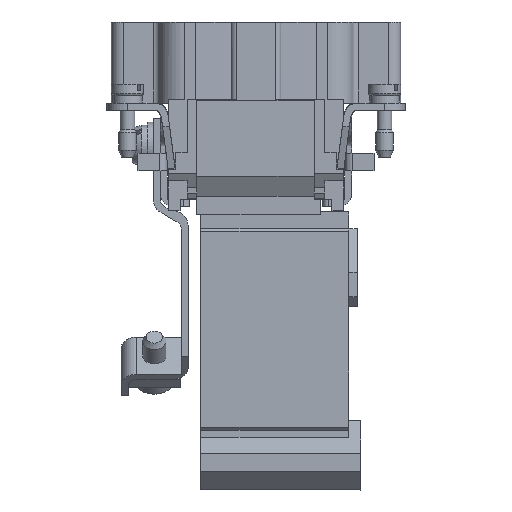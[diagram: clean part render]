
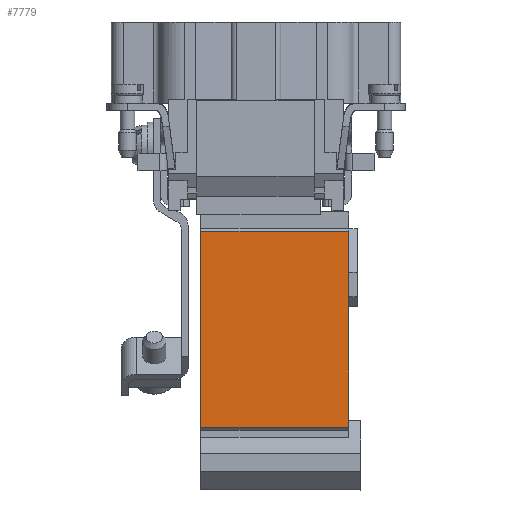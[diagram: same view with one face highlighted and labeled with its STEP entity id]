
A CAD part, front view. The second image highlights one B-rep face of the part: STEP entity #7779.
In plain terms, the highlighted planar face has unit normal (0, -1, 0).
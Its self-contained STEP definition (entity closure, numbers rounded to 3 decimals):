
#6842=FACE_OUTER_BOUND('',#14116,.T.);
#7779=ADVANCED_FACE('',(#6842),#8740,.T.);
#8740=PLANE('',#27099);
#9733=LINE('',#33871,#11739);
#10385=LINE('',#35574,#12391);
#10387=LINE('',#35578,#12393);
#10388=LINE('',#35580,#12394);
#11739=VECTOR('',#28496,1.);
#12391=VECTOR('',#29972,1.);
#12393=VECTOR('',#29976,1.);
#12394=VECTOR('',#29977,1.);
#14116=EDGE_LOOP('',(#16750,#16751,#16752,#16753));
#16750=ORIENTED_EDGE('',*,*,#22660,.F.);
#16751=ORIENTED_EDGE('',*,*,#23472,.T.);
#16752=ORIENTED_EDGE('',*,*,#23473,.F.);
#16753=ORIENTED_EDGE('',*,*,#23470,.F.);
#20771=VERTEX_POINT('',#33870);
#20772=VERTEX_POINT('',#33872);
#21315=VERTEX_POINT('',#35575);
#21316=VERTEX_POINT('',#35579);
#22660=EDGE_CURVE('',#20771,#20772,#9733,.T.);
#23470=EDGE_CURVE('',#20772,#21315,#10385,.T.);
#23472=EDGE_CURVE('',#20771,#21316,#10387,.T.);
#23473=EDGE_CURVE('',#21315,#21316,#10388,.T.);
#27099=AXIS2_PLACEMENT_3D('',#35581,#29978,#29979);
#28496=DIRECTION('',(0.,0.,1.));
#29972=DIRECTION('',(1.,0.,0.));
#29976=DIRECTION('',(1.,0.,0.));
#29977=DIRECTION('',(0.,0.,-1.));
#29978=DIRECTION('',(0.,-1.,0.));
#29979=DIRECTION('',(0.,0.,-1.));
#33870=CARTESIAN_POINT('',(-9.45,-16.9,-54.269));
#33871=CARTESIAN_POINT('',(-9.45,-16.9,-54.269));
#33872=CARTESIAN_POINT('',(-9.45,-16.9,-20.769));
#35574=CARTESIAN_POINT('',(-9.45,-16.9,-20.769));
#35575=CARTESIAN_POINT('',(15.85,-16.9,-20.769));
#35578=CARTESIAN_POINT('',(-9.45,-16.9,-54.269));
#35579=CARTESIAN_POINT('',(15.85,-16.9,-54.269));
#35580=CARTESIAN_POINT('',(15.85,-16.9,-20.769));
#35581=CARTESIAN_POINT('',(-9.45,-16.9,-20.769));
